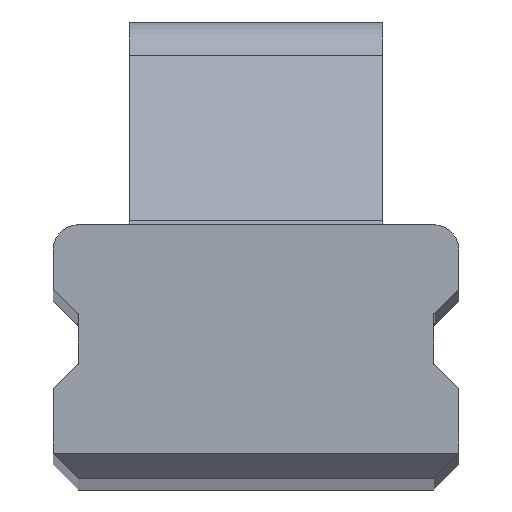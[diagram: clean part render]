
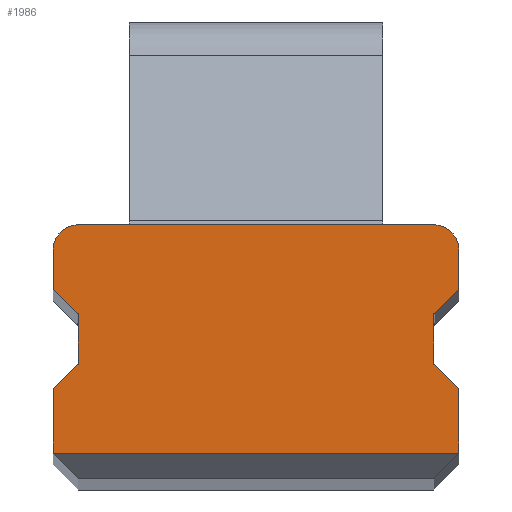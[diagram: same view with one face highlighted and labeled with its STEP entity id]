
A CAD part, top view. The second image highlights one B-rep face of the part: STEP entity #1986.
In plain terms, the highlighted planar face has unit normal (0, 0, 1).
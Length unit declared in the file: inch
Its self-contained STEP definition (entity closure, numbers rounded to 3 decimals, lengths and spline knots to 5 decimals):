
#32 = EDGE_LOOP ( 'NONE', ( #5094, #1496, #3051, #4832, #1942, #5299, #2171, #3090, #5095, #3197, #2423, #2794, #4088, #2055, #2181, #2555, #5322, #454 ) ) ;
#44 = CARTESIAN_POINT ( 'NONE',  ( 0.27559, -0.37402, 8.59528 ) ) ;
#90 = VERTEX_POINT ( 'NONE', #468 ) ;
#96 = CARTESIAN_POINT ( 'NONE',  ( 0.27756, -0.37402, 8.59528 ) ) ;
#121 = VERTEX_POINT ( 'NONE', #1991 ) ;
#154 = CIRCLE ( 'NONE', #389, 0.03937 ) ;
#171 = CARTESIAN_POINT ( 'NONE',  ( 0.27559, -0.29528, 8.59528 ) ) ;
#187 = DIRECTION ( 'NONE',  ( 0.707, -0.707, 0. ) ) ;
#210 = VERTEX_POINT ( 'NONE', #96 ) ;
#214 = CARTESIAN_POINT ( 'NONE',  ( -0.27559, -0.29528, 8.59528 ) ) ;
#242 = CARTESIAN_POINT ( 'NONE',  ( 0.27559, -0.19685, 8.59528 ) ) ;
#253 = EDGE_CURVE ( 'NONE', #2148, #3342, #1016, .T. ) ;
#316 = EDGE_CURVE ( 'NONE', #2730, #1699, #4306, .T. ) ;
#325 = LINE ( 'NONE', #1020, #4052 ) ;
#361 = VECTOR ( 'NONE', #1353, 39.37008 ) ;
#389 = AXIS2_PLACEMENT_3D ( 'NONE', #242, #3873, #3133 ) ;
#401 = CARTESIAN_POINT ( 'NONE',  ( -0.27756, -0.29528, 8.59528 ) ) ;
#402 = VECTOR ( 'NONE', #187, 39.37008 ) ;
#437 = VECTOR ( 'NONE', #4728, 39.37008 ) ;
#454 = ORIENTED_EDGE ( 'NONE', *, *, #2516, .T. ) ;
#466 = VERTEX_POINT ( 'NONE', #1910 ) ;
#468 = CARTESIAN_POINT ( 'NONE',  ( -0.31496, -0.25787, 8.59528 ) ) ;
#479 = LINE ( 'NONE', #2557, #1957 ) ;
#524 = LINE ( 'NONE', #1831, #3368 ) ;
#573 = VECTOR ( 'NONE', #3821, 39.37008 ) ;
#578 = LINE ( 'NONE', #3594, #4566 ) ;
#630 = CARTESIAN_POINT ( 'NONE',  ( 0.31496, -0.55118, 8.59528 ) ) ;
#725 = VERTEX_POINT ( 'NONE', #2227 ) ;
#741 = EDGE_CURVE ( 'NONE', #4976, #121, #5270, .T. ) ;
#828 = CARTESIAN_POINT ( 'NONE',  ( -0.27756, -0.37402, 8.59528 ) ) ;
#910 = EDGE_CURVE ( 'NONE', #90, #3389, #325, .T. ) ;
#1016 = LINE ( 'NONE', #171, #4492 ) ;
#1020 = CARTESIAN_POINT ( 'NONE',  ( -0.31496, -0.55118, 8.59528 ) ) ;
#1028 = CARTESIAN_POINT ( 'NONE',  ( 0.31496, -0.51181, 8.59528 ) ) ;
#1034 = VECTOR ( 'NONE', #5031, 39.37008 ) ;
#1057 = EDGE_CURVE ( 'NONE', #1105, #2651, #578, .T. ) ;
#1079 = LINE ( 'NONE', #3892, #4237 ) ;
#1084 = VECTOR ( 'NONE', #2100, 39.37008 ) ;
#1105 = VERTEX_POINT ( 'NONE', #828 ) ;
#1119 = VERTEX_POINT ( 'NONE', #401 ) ;
#1126 = CARTESIAN_POINT ( 'NONE',  ( 0.31496, -0.41142, 8.59528 ) ) ;
#1132 = DIRECTION ( 'NONE',  ( -0.707, -0.707, 0. ) ) ;
#1291 = CARTESIAN_POINT ( 'NONE',  ( 0.31496, -0.19685, 8.59528 ) ) ;
#1294 = EDGE_CURVE ( 'NONE', #210, #5191, #3864, .T. ) ;
#1353 = DIRECTION ( 'NONE',  ( 0., -1., 0. ) ) ;
#1420 = DIRECTION ( 'NONE',  ( 0., 0., 1. ) ) ;
#1475 = EDGE_CURVE ( 'NONE', #5191, #2148, #3165, .T. ) ;
#1496 = ORIENTED_EDGE ( 'NONE', *, *, #3519, .T. ) ;
#1646 = LINE ( 'NONE', #214, #361 ) ;
#1667 = DIRECTION ( 'NONE',  ( 1., 0., 0. ) ) ;
#1692 = EDGE_CURVE ( 'NONE', #1119, #4546, #3601, .T. ) ;
#1699 = VERTEX_POINT ( 'NONE', #1126 ) ;
#1747 = DIRECTION ( 'NONE',  ( 0.707, 0.707, 0. ) ) ;
#1754 = EDGE_CURVE ( 'NONE', #1699, #210, #4809, .T. ) ;
#1772 = CARTESIAN_POINT ( 'NONE',  ( -0.31496, -0.19685, 8.59528 ) ) ;
#1825 = DIRECTION ( 'NONE',  ( 0., 1., 0. ) ) ;
#1831 = CARTESIAN_POINT ( 'NONE',  ( -0.27559, -0.37402, 8.59528 ) ) ;
#1910 = CARTESIAN_POINT ( 'NONE',  ( -0.27559, -0.37402, 8.59528 ) ) ;
#1942 = ORIENTED_EDGE ( 'NONE', *, *, #910, .F. ) ;
#1957 = VECTOR ( 'NONE', #2184, 39.37008 ) ;
#1958 = CARTESIAN_POINT ( 'NONE',  ( -0.27756, -0.29528, 8.59528 ) ) ;
#1986 = ADVANCED_FACE ( 'NONE', ( #2770 ), #3793, .T. ) ;
#1991 = CARTESIAN_POINT ( 'NONE',  ( 0.27559, -0.15748, 8.59528 ) ) ;
#2008 = DIRECTION ( 'NONE',  ( 0., 0., 1. ) ) ;
#2055 = ORIENTED_EDGE ( 'NONE', *, *, #1754, .T. ) ;
#2080 = EDGE_CURVE ( 'NONE', #3243, #2400, #4933, .T. ) ;
#2100 = DIRECTION ( 'NONE',  ( -0.707, 0.707, 0. ) ) ;
#2148 = VERTEX_POINT ( 'NONE', #3731 ) ;
#2171 = ORIENTED_EDGE ( 'NONE', *, *, #1692, .T. ) ;
#2181 = ORIENTED_EDGE ( 'NONE', *, *, #1294, .T. ) ;
#2184 = DIRECTION ( 'NONE',  ( 0., 1., 0. ) ) ;
#2227 = CARTESIAN_POINT ( 'NONE',  ( -0.31496, -0.51181, 8.59528 ) ) ;
#2237 = CARTESIAN_POINT ( 'NONE',  ( -0.31496, -0.25787, 8.59528 ) ) ;
#2359 = AXIS2_PLACEMENT_3D ( 'NONE', #2429, #2008, #1667 ) ;
#2400 = VERTEX_POINT ( 'NONE', #1291 ) ;
#2423 = ORIENTED_EDGE ( 'NONE', *, *, #5328, .F. ) ;
#2429 = CARTESIAN_POINT ( 'NONE',  ( -0.27559, -0.19685, 8.59528 ) ) ;
#2515 = VECTOR ( 'NONE', #3251, 39.37008 ) ;
#2516 = EDGE_CURVE ( 'NONE', #3342, #3243, #1079, .T. ) ;
#2540 = LINE ( 'NONE', #2237, #402 ) ;
#2555 = ORIENTED_EDGE ( 'NONE', *, *, #1475, .T. ) ;
#2557 = CARTESIAN_POINT ( 'NONE',  ( -0.31496, -0.55118, 8.59528 ) ) ;
#2643 = CARTESIAN_POINT ( 'NONE',  ( -0.27559, -0.29528, 8.59528 ) ) ;
#2651 = VERTEX_POINT ( 'NONE', #2728 ) ;
#2709 = DIRECTION ( 'NONE',  ( 1., 0., 0. ) ) ;
#2728 = CARTESIAN_POINT ( 'NONE',  ( -0.31496, -0.41142, 8.59528 ) ) ;
#2730 = VERTEX_POINT ( 'NONE', #5258 ) ;
#2770 = FACE_OUTER_BOUND ( 'NONE', #32, .T. ) ;
#2779 = LINE ( 'NONE', #1028, #3673 ) ;
#2794 = ORIENTED_EDGE ( 'NONE', *, *, #4372, .T. ) ;
#2832 = EDGE_CURVE ( 'NONE', #4976, #3389, #4752, .T. ) ;
#2931 = CARTESIAN_POINT ( 'NONE',  ( 0.31496, -0.25787, 8.59528 ) ) ;
#2947 = AXIS2_PLACEMENT_3D ( 'NONE', #4170, #1420, #3887 ) ;
#3051 = ORIENTED_EDGE ( 'NONE', *, *, #741, .F. ) ;
#3090 = ORIENTED_EDGE ( 'NONE', *, *, #4905, .T. ) ;
#3092 = DIRECTION ( 'NONE',  ( 1., 0., 0. ) ) ;
#3133 = DIRECTION ( 'NONE',  ( 1., 0., 0. ) ) ;
#3165 = LINE ( 'NONE', #3841, #3421 ) ;
#3197 = ORIENTED_EDGE ( 'NONE', *, *, #1057, .T. ) ;
#3243 = VERTEX_POINT ( 'NONE', #2931 ) ;
#3251 = DIRECTION ( 'NONE',  ( 1., 0., 0. ) ) ;
#3342 = VERTEX_POINT ( 'NONE', #4910 ) ;
#3345 = VECTOR ( 'NONE', #1825, 39.37008 ) ;
#3368 = VECTOR ( 'NONE', #4314, 39.37008 ) ;
#3389 = VERTEX_POINT ( 'NONE', #1772 ) ;
#3421 = VECTOR ( 'NONE', #3472, 39.37008 ) ;
#3472 = DIRECTION ( 'NONE',  ( 0., 1., 0. ) ) ;
#3519 = EDGE_CURVE ( 'NONE', #2400, #121, #154, .T. ) ;
#3544 = EDGE_CURVE ( 'NONE', #90, #1119, #2540, .T. ) ;
#3594 = CARTESIAN_POINT ( 'NONE',  ( -0.27756, -0.37402, 8.59528 ) ) ;
#3601 = LINE ( 'NONE', #1958, #2515 ) ;
#3673 = VECTOR ( 'NONE', #2709, 39.37008 ) ;
#3731 = CARTESIAN_POINT ( 'NONE',  ( 0.27559, -0.29528, 8.59528 ) ) ;
#3793 = PLANE ( 'NONE',  #2947 ) ;
#3821 = DIRECTION ( 'NONE',  ( -1., 0., 0. ) ) ;
#3841 = CARTESIAN_POINT ( 'NONE',  ( 0.27559, -0.37402, 8.59528 ) ) ;
#3864 = LINE ( 'NONE', #5003, #573 ) ;
#3873 = DIRECTION ( 'NONE',  ( 0., 0., 1. ) ) ;
#3887 = DIRECTION ( 'NONE',  ( 1., 0., 0. ) ) ;
#3892 = CARTESIAN_POINT ( 'NONE',  ( 0.27756, -0.29528, 8.59528 ) ) ;
#3918 = DIRECTION ( 'NONE',  ( 0., 1., 0. ) ) ;
#4052 = VECTOR ( 'NONE', #3918, 39.37008 ) ;
#4088 = ORIENTED_EDGE ( 'NONE', *, *, #316, .T. ) ;
#4097 = EDGE_CURVE ( 'NONE', #466, #1105, #524, .T. ) ;
#4170 = CARTESIAN_POINT ( 'NONE',  ( -0.31496, -0.55118, 8.59528 ) ) ;
#4237 = VECTOR ( 'NONE', #1747, 39.37008 ) ;
#4287 = CARTESIAN_POINT ( 'NONE',  ( 0.31496, -0.55118, 8.59528 ) ) ;
#4306 = LINE ( 'NONE', #4287, #3345 ) ;
#4314 = DIRECTION ( 'NONE',  ( -1., 0., 0. ) ) ;
#4355 = CARTESIAN_POINT ( 'NONE',  ( -0.27559, -0.15748, 8.59528 ) ) ;
#4372 = EDGE_CURVE ( 'NONE', #725, #2730, #2779, .T. ) ;
#4492 = VECTOR ( 'NONE', #3092, 39.37008 ) ;
#4546 = VERTEX_POINT ( 'NONE', #2643 ) ;
#4566 = VECTOR ( 'NONE', #1132, 39.37008 ) ;
#4646 = CARTESIAN_POINT ( 'NONE',  ( -0.31496, -0.15748, 8.59528 ) ) ;
#4728 = DIRECTION ( 'NONE',  ( 0., 1., 0. ) ) ;
#4752 = CIRCLE ( 'NONE', #2359, 0.03937 ) ;
#4809 = LINE ( 'NONE', #4968, #1084 ) ;
#4832 = ORIENTED_EDGE ( 'NONE', *, *, #2832, .T. ) ;
#4905 = EDGE_CURVE ( 'NONE', #4546, #466, #1646, .T. ) ;
#4910 = CARTESIAN_POINT ( 'NONE',  ( 0.27756, -0.29528, 8.59528 ) ) ;
#4933 = LINE ( 'NONE', #630, #437 ) ;
#4968 = CARTESIAN_POINT ( 'NONE',  ( 0.31496, -0.41142, 8.59528 ) ) ;
#4976 = VERTEX_POINT ( 'NONE', #4355 ) ;
#5003 = CARTESIAN_POINT ( 'NONE',  ( 0.27756, -0.37402, 8.59528 ) ) ;
#5031 = DIRECTION ( 'NONE',  ( 1., 0., 0. ) ) ;
#5094 = ORIENTED_EDGE ( 'NONE', *, *, #2080, .T. ) ;
#5095 = ORIENTED_EDGE ( 'NONE', *, *, #4097, .T. ) ;
#5191 = VERTEX_POINT ( 'NONE', #44 ) ;
#5258 = CARTESIAN_POINT ( 'NONE',  ( 0.31496, -0.51181, 8.59528 ) ) ;
#5270 = LINE ( 'NONE', #4646, #1034 ) ;
#5299 = ORIENTED_EDGE ( 'NONE', *, *, #3544, .T. ) ;
#5322 = ORIENTED_EDGE ( 'NONE', *, *, #253, .T. ) ;
#5328 = EDGE_CURVE ( 'NONE', #725, #2651, #479, .T. ) ;
